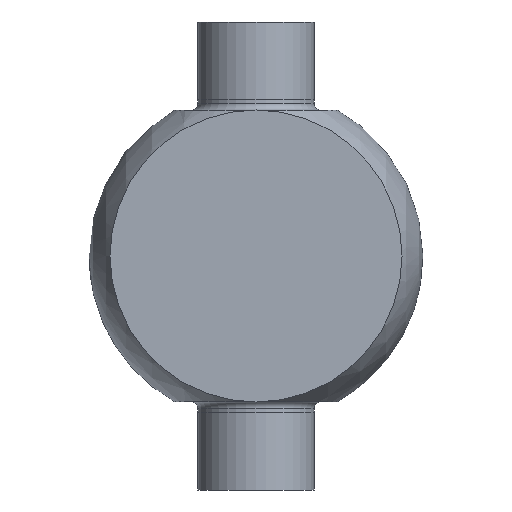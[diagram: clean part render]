
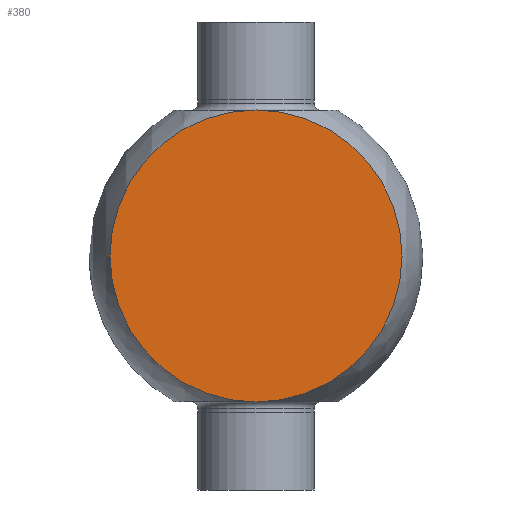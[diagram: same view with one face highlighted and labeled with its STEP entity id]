
A CAD part, front view. The second image highlights one B-rep face of the part: STEP entity #380.
In plain terms, the highlighted planar face has unit normal (0, -1, 0).
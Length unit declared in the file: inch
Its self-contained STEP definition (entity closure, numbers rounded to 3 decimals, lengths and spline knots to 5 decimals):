
#26 = ORIENTED_EDGE ( 'NONE', *, *, #901, .F. ) ;
#194 = ORIENTED_EDGE ( 'NONE', *, *, #870, .F. ) ;
#244 = FACE_OUTER_BOUND ( 'NONE', #759, .T. ) ;
#304 = DIRECTION ( 'NONE',  ( 0., 0., 1. ) ) ;
#330 = CARTESIAN_POINT ( 'NONE',  ( 0., -1.315, 1.2575 ) ) ;
#339 = DIRECTION ( 'NONE',  ( 0., 0., 1. ) ) ;
#380 = ADVANCED_FACE ( 'NONE', ( #244 ), #558, .F. ) ;
#389 = CARTESIAN_POINT ( 'NONE',  ( 0., -1.315, -1.2575 ) ) ;
#424 = CARTESIAN_POINT ( 'NONE',  ( 0., -1.315, 0. ) ) ;
#429 = VERTEX_POINT ( 'NONE', #389 ) ;
#476 = AXIS2_PLACEMENT_3D ( 'NONE', #424, #885, #339 ) ;
#557 = CARTESIAN_POINT ( 'NONE',  ( 0., -1.315, -1.2575 ) ) ;
#558 = PLANE ( 'NONE',  #672 ) ;
#664 = VERTEX_POINT ( 'NONE', #330 ) ;
#672 = AXIS2_PLACEMENT_3D ( 'NONE', #557, #1040, #304 ) ;
#691 = AXIS2_PLACEMENT_3D ( 'NONE', #823, #814, #778 ) ;
#759 = EDGE_LOOP ( 'NONE', ( #194, #26 ) ) ;
#766 = CIRCLE ( 'NONE', #476, 1.2575 ) ;
#778 = DIRECTION ( 'NONE',  ( 0., 0., 1. ) ) ;
#814 = DIRECTION ( 'NONE',  ( 0., 1., 0. ) ) ;
#823 = CARTESIAN_POINT ( 'NONE',  ( 0., -1.315, 0. ) ) ;
#870 = EDGE_CURVE ( 'NONE', #664, #429, #993, .T. ) ;
#885 = DIRECTION ( 'NONE',  ( 0., 1., 0. ) ) ;
#901 = EDGE_CURVE ( 'NONE', #429, #664, #766, .T. ) ;
#993 = CIRCLE ( 'NONE', #691, 1.2575 ) ;
#1040 = DIRECTION ( 'NONE',  ( 0., 1., 0. ) ) ;
